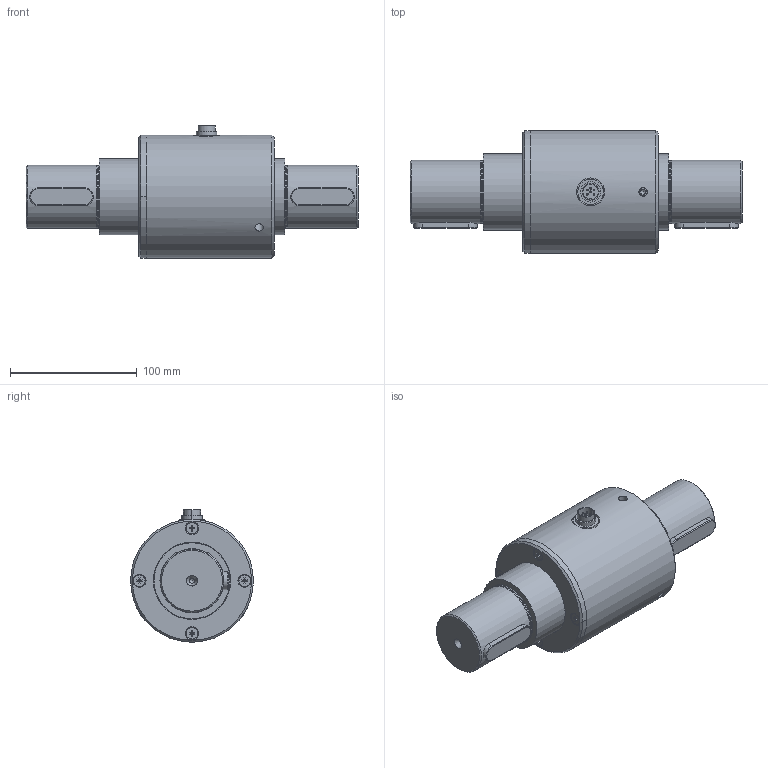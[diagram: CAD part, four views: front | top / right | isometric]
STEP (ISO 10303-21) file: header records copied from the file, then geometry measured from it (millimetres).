
FILE_DESCRIPTION( ( 'Unknown' ), '1' );
FILE_NAME( '2452-Z27_DOC-00104780.stp', 'Unknown', ( 'Unknown' ), ( 'Unknown' ), 'PSStep 17.0.49', 'Unknown', ' ' );
FILE_SCHEMA( ( 'AUTOMOTIVE_DESIGN { 1 0 10303 214 1 1 1 1 }' ) );
Length unit declared in the file: millimetre
Products named in the file (13): Assem1; FLANSCHSTECKER 6-POLIG; 2452-008; Senkschraube DIN 965-M5x12-H; Senkschraube DIN 965-M5x12-H-oa0; Senkschraube DIN 965-M5x12-H-oa1; Senkschraube DIN 965-M5x12-H-oa2; 2301-015_DOC-00103667; Paßfeder A14x9x50 DIN 6885; Paßfeder A14x9x50 DIN 6885-oa3; gewindestift din 914-m8x12; gewindestift din 914-m8x12-oa4; 2452-007_DOC-00106238
Assembly tree (12 placements, depth 2):
  Assem1
    FLANSCHSTECKER 6-POLIG
    2452-008
    Senkschraube DIN 965-M5x12-H
    Senkschraube DIN 965-M5x12-H-oa0
    Senkschraube DIN 965-M5x12-H-oa1
    Senkschraube DIN 965-M5x12-H-oa2
    2301-015_DOC-00103667
    Paßfeder A14x9x50 DIN 6885
    Paßfeder A14x9x50 DIN 6885-oa3
    gewindestift din 914-m8x12
    gewindestift din 914-m8x12-oa4
    2452-007_DOC-00106238
Bounding box: 262 x 97 x 104.5 mm (x, y, z)
Volume: 992776.1 mm3; surface area: 138255.1 mm2
Topology: 12 solids, 12 shells, 313 faces, 717 edges, 455 vertices
Faces by surface type: plane 132, cylinder 118, cone 49, torus 14
Full cylindrical faces by diameter (mm): 4 x2, 4.019 x4, 4.134 x8, 5 x4, 6.647 x3, 8 x2, 9.2 x4, 17.188 x1, 22 x1, 49.4 x2, 50 x2, 60 x2, 77 x1, 97 x1
Entity records: 11653 total; most frequent: CARTESIAN_POINT 2107, DIRECTION 1530, ORIENTED_EDGE 1222, EDGE_CURVE 611, AXIS2_PLACEMENT_3D 605, EDGE_LOOP 430, VERTEX_POINT 427, FACE_OUTER_BOUND 356
